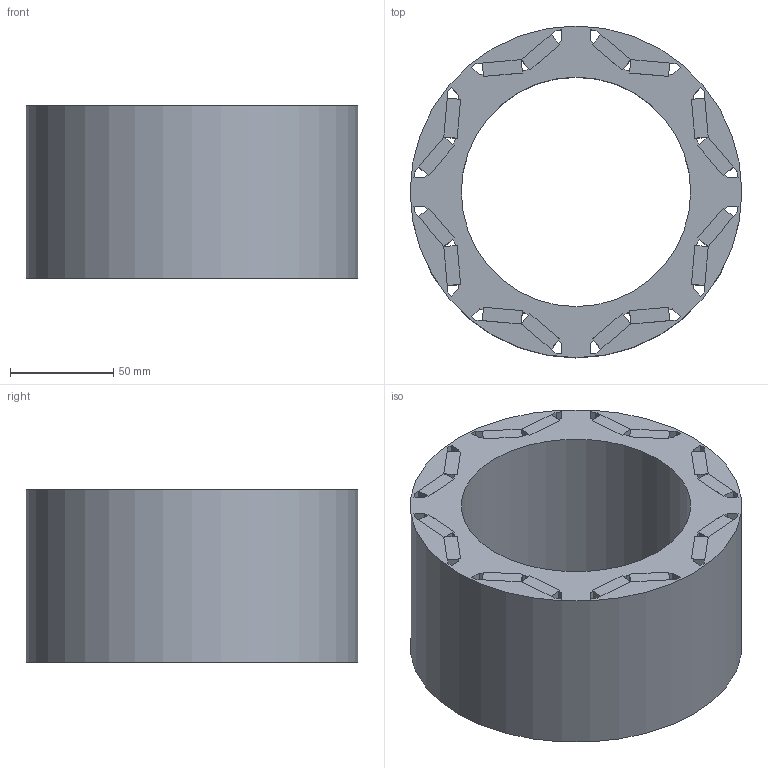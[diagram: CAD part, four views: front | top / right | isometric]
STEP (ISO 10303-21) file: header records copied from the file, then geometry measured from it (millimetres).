
FILE_DESCRIPTION(('FreeCAD Model'),'2;1');
FILE_NAME('ROTOR.step','2020-06-22T01:56:32',('Author'),( ''),'Open CASCADE STEP processor 7.4','FreeCAD','Unknown');
FILE_SCHEMA(('AUTOMOTIVE_DESIGN { 1 0 10303 214 1 1 1 1 }'));
Length unit declared in the file: millimetre
Products named in the file (1): Rotor
Bounding box: 160.47 x 160.47 x 83.6 mm (x, y, z)
Volume: 847492.5 mm3; surface area: 179152.2 mm2
Topology: 1 solids, 1 shells, 308 faces, 886 edges, 548 vertices
Faces by surface type: plane 306, cylinder 2
Full cylindrical faces by diameter (mm): 111 x1, 160.47 x1
Entity records: 21350 total; most frequent: CARTESIAN_POINT 3515, DIRECTION 3280, LINE 2650, VECTOR 2650, ORIENTED_EDGE 1772, PCURVE 1772, DEFINITIONAL_REPRESENTATION 1772, EDGE_CURVE 886
